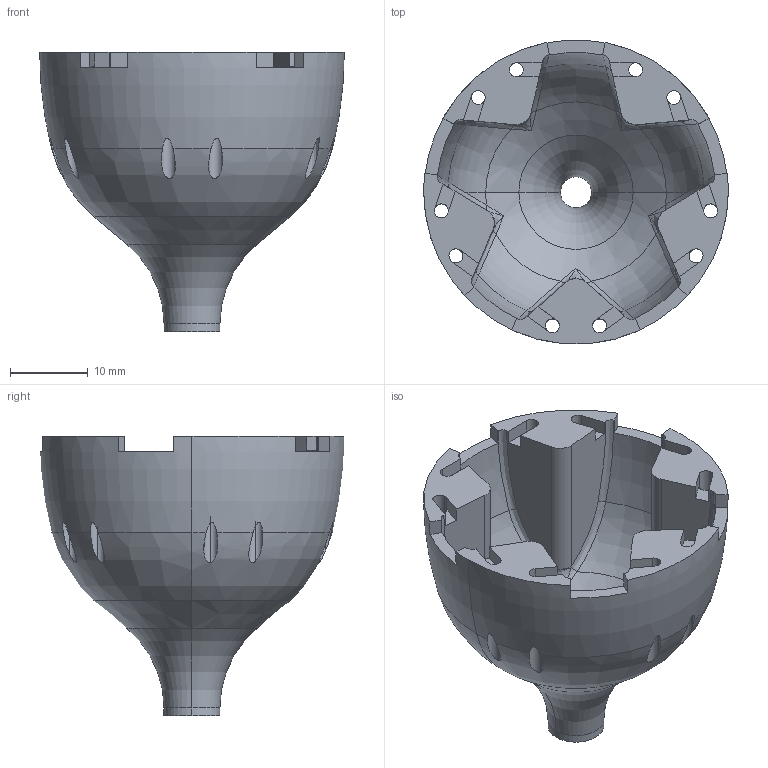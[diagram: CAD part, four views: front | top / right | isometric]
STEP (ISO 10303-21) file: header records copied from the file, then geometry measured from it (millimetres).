
FILE_DESCRIPTION (( 'STEP AP214' ), '1' );
FILE_NAME ('Base.STEP', '2025-04-05T19:58:50', ( '' ), ( '' ), 'SwSTEP 2.0', 'SolidWorks 2020', '' );
FILE_SCHEMA (( 'AUTOMOTIVE_DESIGN' ));
Length unit declared in the file: millimetre
Products named in the file (1): Base
Bounding box: 39.2 x 39.06 x 35.97 mm (x, y, z)
Volume: 8054.2 mm3; surface area: 7453.4 mm2
Topology: 1 solids, 1 shells, 155 faces, 468 edges, 289 vertices
Faces by surface type: plane 61, bspline 40, cylinder 30, torus 20, cone 4
Entity records: 6757 total; most frequent: CARTESIAN_POINT 2764, ORIENTED_EDGE 926, DIRECTION 765, EDGE_CURVE 463, AXIS2_PLACEMENT_3D 298, VERTEX_POINT 289, CIRCLE 182, VECTOR 169
